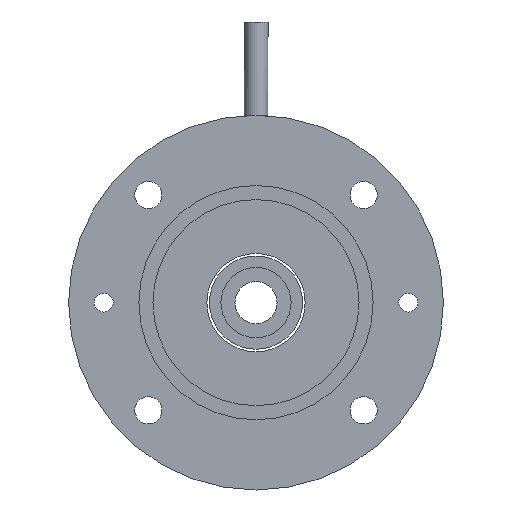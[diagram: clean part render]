
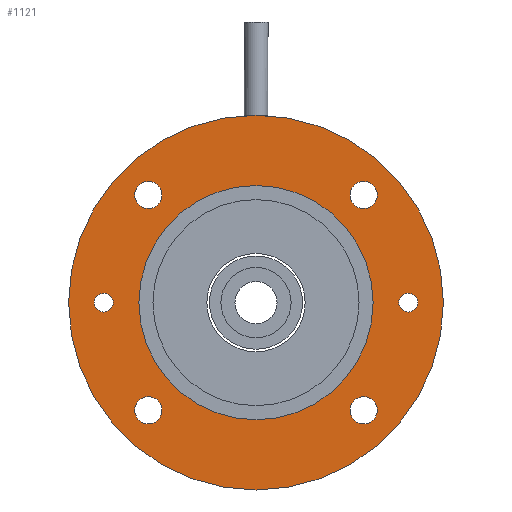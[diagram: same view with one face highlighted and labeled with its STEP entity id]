
A CAD part, left-side view. The second image highlights one B-rep face of the part: STEP entity #1121.
In plain terms, the highlighted planar face has unit normal (-1, 0, 0).
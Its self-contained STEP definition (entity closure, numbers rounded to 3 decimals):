
#409=PLANE('',#1061);
#467=ORIENTED_EDGE('',*,*,#596,.F.);
#468=ORIENTED_EDGE('',*,*,#574,.T.);
#469=ORIENTED_EDGE('',*,*,#584,.F.);
#470=ORIENTED_EDGE('',*,*,#586,.T.);
#471=ORIENTED_EDGE('',*,*,#588,.T.);
#472=ORIENTED_EDGE('',*,*,#590,.T.);
#473=ORIENTED_EDGE('',*,*,#592,.T.);
#474=ORIENTED_EDGE('',*,*,#594,.F.);
#498=CIRCLE('',#1022,40.);
#508=CIRCLE('',#1041,25.);
#510=CIRCLE('',#1044,2.9);
#512=CIRCLE('',#1047,2.9);
#514=CIRCLE('',#1050,2.9);
#516=CIRCLE('',#1053,2.9);
#518=CIRCLE('',#1056,2.01);
#520=CIRCLE('',#1059,2.01);
#536=VERTEX_POINT('',#920);
#546=VERTEX_POINT('',#949);
#548=VERTEX_POINT('',#954);
#550=VERTEX_POINT('',#959);
#552=VERTEX_POINT('',#964);
#554=VERTEX_POINT('',#969);
#556=VERTEX_POINT('',#974);
#558=VERTEX_POINT('',#979);
#574=EDGE_CURVE('',#536,#536,#498,.T.);
#584=EDGE_CURVE('',#546,#546,#508,.T.);
#586=EDGE_CURVE('',#548,#548,#510,.T.);
#588=EDGE_CURVE('',#550,#550,#512,.T.);
#590=EDGE_CURVE('',#552,#552,#514,.T.);
#592=EDGE_CURVE('',#554,#554,#516,.T.);
#594=EDGE_CURVE('',#556,#556,#518,.T.);
#596=EDGE_CURVE('',#558,#558,#520,.T.);
#657=EDGE_LOOP('',(#467));
#658=EDGE_LOOP('',(#468));
#659=EDGE_LOOP('',(#469));
#660=EDGE_LOOP('',(#470));
#661=EDGE_LOOP('',(#471));
#662=EDGE_LOOP('',(#472));
#663=EDGE_LOOP('',(#473));
#664=EDGE_LOOP('',(#474));
#733=FACE_BOUND('',#657,.T.);
#734=FACE_BOUND('',#658,.T.);
#735=FACE_BOUND('',#659,.T.);
#736=FACE_BOUND('',#660,.T.);
#737=FACE_BOUND('',#661,.T.);
#738=FACE_BOUND('',#662,.T.);
#739=FACE_BOUND('',#663,.T.);
#740=FACE_BOUND('',#664,.T.);
#785=DIRECTION('',(-1.,0.,0.));
#786=DIRECTION('',(0.,40.,0.));
#823=DIRECTION('',(-1.,0.,0.));
#824=DIRECTION('',(0.,0.,25.));
#829=DIRECTION('',(1.,0.,0.));
#830=DIRECTION('',(0.,0.,2.9));
#835=DIRECTION('',(1.,0.,0.));
#836=DIRECTION('',(0.,-2.9,0.));
#841=DIRECTION('',(1.,0.,0.));
#842=DIRECTION('',(0.,0.,-2.9));
#847=DIRECTION('',(1.,0.,0.));
#848=DIRECTION('',(0.,2.9,0.));
#853=DIRECTION('',(-1.,0.,0.));
#854=DIRECTION('',(0.,0.,-2.01));
#859=DIRECTION('',(-1.,0.,0.));
#860=DIRECTION('',(0.,0.,2.01));
#863=DIRECTION('',(-1.,0.,0.));
#864=DIRECTION('',(0.,1.,0.));
#920=CARTESIAN_POINT('',(0.,40.,0.));
#921=CARTESIAN_POINT('',(0.,0.,0.));
#949=CARTESIAN_POINT('',(0.,0.,25.));
#950=CARTESIAN_POINT('',(0.,0.,0.));
#954=CARTESIAN_POINT('',(0.,-22.981,-20.081));
#955=CARTESIAN_POINT('',(0.,-22.981,-22.981));
#959=CARTESIAN_POINT('',(0.,20.081,-22.981));
#960=CARTESIAN_POINT('',(0.,22.981,-22.981));
#964=CARTESIAN_POINT('',(0.,22.981,20.081));
#965=CARTESIAN_POINT('',(0.,22.981,22.981));
#969=CARTESIAN_POINT('',(0.,-20.081,22.981));
#970=CARTESIAN_POINT('',(0.,-22.981,22.981));
#974=CARTESIAN_POINT('',(0.,32.5,-2.01));
#975=CARTESIAN_POINT('',(0.,32.5,0.));
#979=CARTESIAN_POINT('',(0.,-32.5,2.01));
#980=CARTESIAN_POINT('',(0.,-32.5,0.));
#982=CARTESIAN_POINT('',(0.,-30.,0.));
#1022=AXIS2_PLACEMENT_3D('',#921,#785,#786);
#1041=AXIS2_PLACEMENT_3D('',#950,#823,#824);
#1044=AXIS2_PLACEMENT_3D('',#955,#829,#830);
#1047=AXIS2_PLACEMENT_3D('',#960,#835,#836);
#1050=AXIS2_PLACEMENT_3D('',#965,#841,#842);
#1053=AXIS2_PLACEMENT_3D('',#970,#847,#848);
#1056=AXIS2_PLACEMENT_3D('',#975,#853,#854);
#1059=AXIS2_PLACEMENT_3D('',#980,#859,#860);
#1061=AXIS2_PLACEMENT_3D('',#982,#863,#864);
#1121=ADVANCED_FACE('',(#733,#734,#735,#736,#737,#738,#739,#740),#409,.T.);
